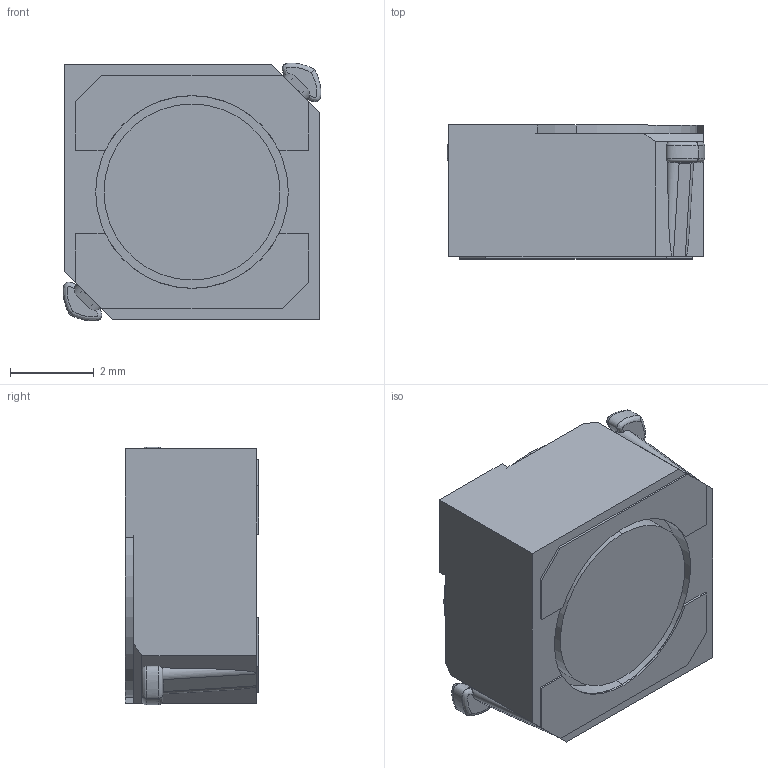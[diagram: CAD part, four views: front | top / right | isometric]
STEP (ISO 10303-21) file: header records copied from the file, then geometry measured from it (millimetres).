
FILE_DESCRIPTION (( 'STEP AP214' ), '1' );
FILE_NAME ('MSS6132-153MLC.STEP', '2019-04-08T03:31:08', ( '' ), ( '' ), 'SwSTEP 2.0', 'SolidWorks 2017', '' );
FILE_SCHEMA (( 'AUTOMOTIVE_DESIGN' ));
Length unit declared in the file: millimetre
Products named in the file (1): MSS6132-153MLC
Bounding box: 6.18 x 3.2 x 6.18 mm (x, y, z)
Volume: 111.8 mm3; surface area: 194.1 mm2
Topology: 5 solids, 5 shells, 81 faces, 194 edges, 126 vertices
Faces by surface type: plane 53, cylinder 16, bspline 12
Entity records: 3868 total; most frequent: CARTESIAN_POINT 2042, ORIENTED_EDGE 388, DIRECTION 316, EDGE_CURVE 194, VERTEX_POINT 126, VECTOR 116, LINE 116, AXIS2_PLACEMENT_3D 100
